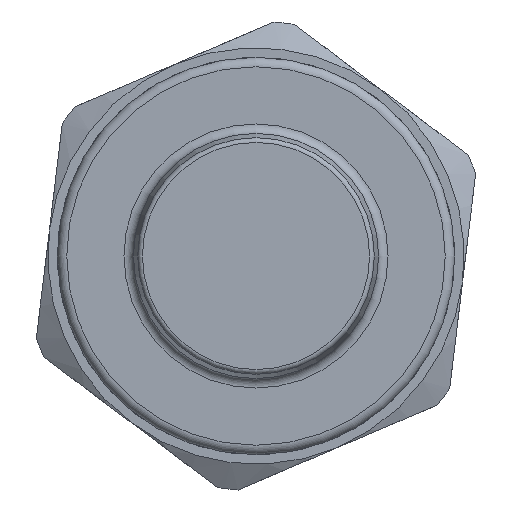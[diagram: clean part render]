
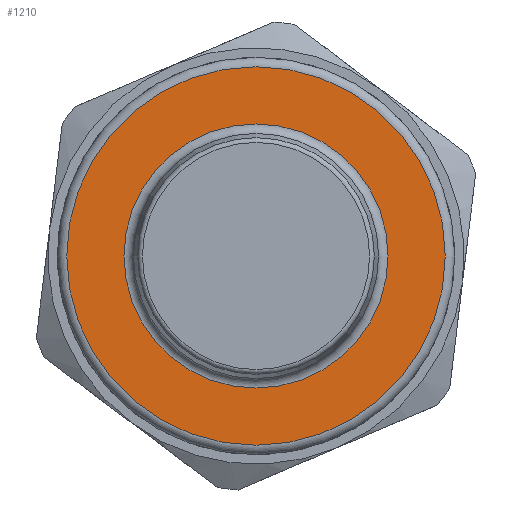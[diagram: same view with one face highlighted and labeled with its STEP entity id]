
A CAD part, left-side view. The second image highlights one B-rep face of the part: STEP entity #1210.
In plain terms, the highlighted planar face has unit normal (-1, 0, 0).
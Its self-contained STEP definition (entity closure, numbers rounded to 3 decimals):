
#1176=CARTESIAN_POINT('',(27.5,-10.0,0.0));
#1177=VERTEX_POINT('',#1176);
#1178=CARTESIAN_POINT('',(27.5,0.,0.0));
#1179=DIRECTION('',(-1.0,0.0,0.0));
#1180=DIRECTION('',(0.0,-1.0,0.0));
#1181=AXIS2_PLACEMENT_3D('',#1178,#1179,#1180);
#1182=CIRCLE('',#1181,10.0);
#1183=EDGE_CURVE('',#1177,#1177,#1182,.T.);
#1191=CARTESIAN_POINT('',(27.5,-8.487,0.0));
#1192=DIRECTION('',(-1.0,0.0,0.0));
#1193=DIRECTION('',(0.0,0.0,1.0));
#1194=AXIS2_PLACEMENT_3D('',#1191,#1192,#1193);
#1195=PLANE('',#1194);
#1196=ORIENTED_EDGE('',*,*,#1183,.T.);
#1197=EDGE_LOOP('',(#1196));
#1198=FACE_OUTER_BOUND('',#1197,.T.);
#1199=CARTESIAN_POINT('',(27.5,-6.975,0.0));
#1200=VERTEX_POINT('',#1199);
#1201=CARTESIAN_POINT('',(27.5,0.,0.0));
#1202=DIRECTION('',(-1.0,0.0,0.0));
#1203=DIRECTION('',(0.0,-1.0,0.0));
#1204=AXIS2_PLACEMENT_3D('',#1201,#1202,#1203);
#1205=CIRCLE('',#1204,6.975);
#1206=EDGE_CURVE('',#1200,#1200,#1205,.T.);
#1207=ORIENTED_EDGE('',*,*,#1206,.F.);
#1208=EDGE_LOOP('',(#1207));
#1209=FACE_BOUND('',#1208,.T.);
#1210=ADVANCED_FACE('',(#1198,#1209),#1195,.T.);
